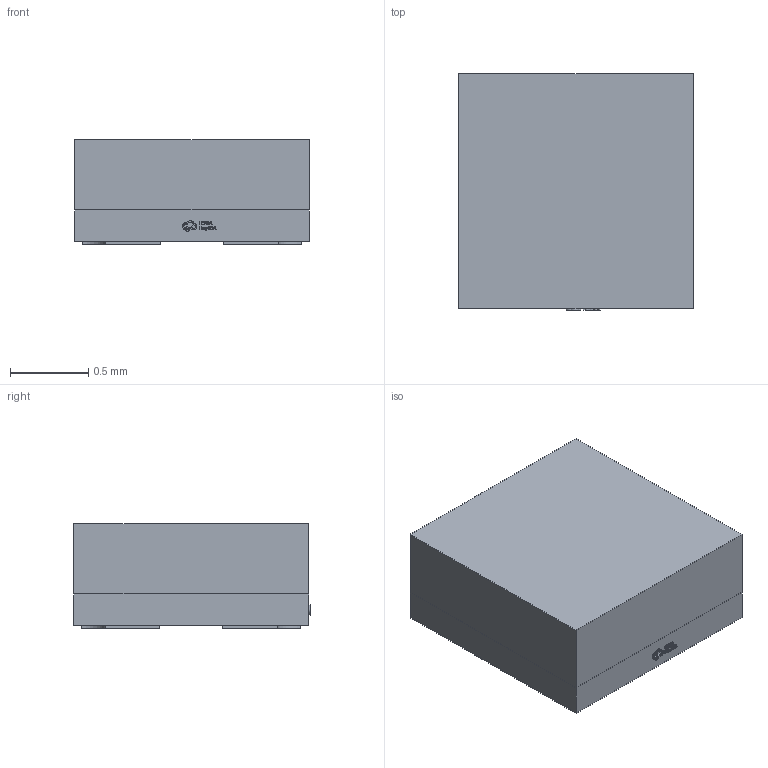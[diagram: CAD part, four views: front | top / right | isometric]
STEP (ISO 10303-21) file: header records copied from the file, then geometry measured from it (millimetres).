
FILE_DESCRIPTION (( 'STEP AP214' ), '1' );
FILE_NAME ('LED-SMD_4P-L1.5-W1.5-BL.step', '2022-07-08T12:00:50', ( '' ), ( '' ), 'SwSTEP 2.0', 'SolidWorks 2020', '' );
FILE_SCHEMA (( 'AUTOMOTIVE_DESIGN' ));
Length unit declared in the file: millimetre
Products named in the file (1): LED-SMD_4P-L1.5-W1.5-BL
Bounding box: 1.5 x 1.51 x 0.67 mm (x, y, z)
Volume: 1.5 mm3; surface area: 13.3 mm2
Topology: 2 solids, 2 shells, 360 faces, 966 edges, 644 vertices
Faces by surface type: plane 244, bspline 112, cylinder 4
Entity records: 16333 total; most frequent: CARTESIAN_POINT 4075, ORIENTED_EDGE 1932, DIRECTION 1244, EDGE_CURVE 966, LINE 730, VECTOR 730, VERTEX_POINT 644, EDGE_LOOP 394
